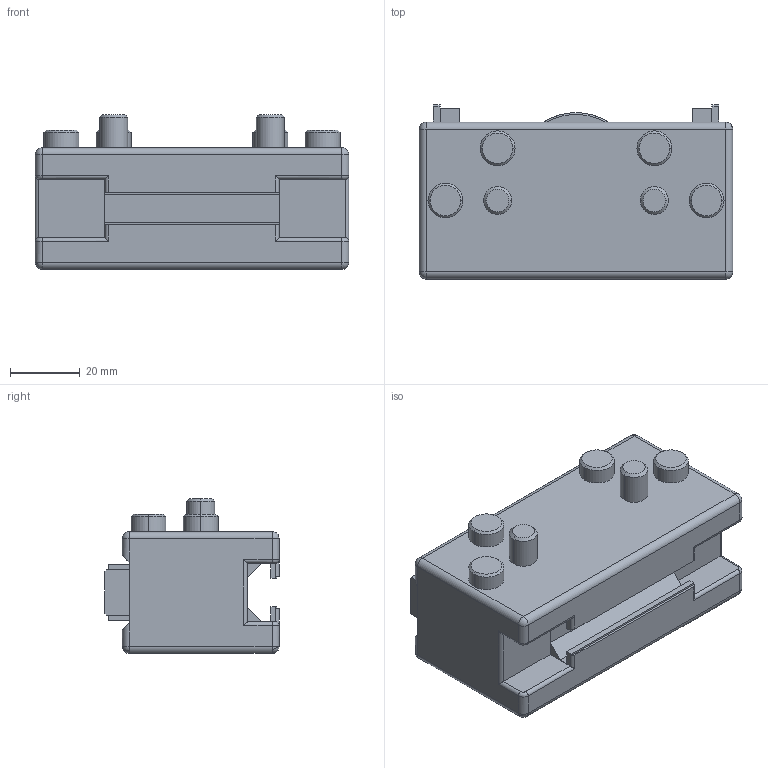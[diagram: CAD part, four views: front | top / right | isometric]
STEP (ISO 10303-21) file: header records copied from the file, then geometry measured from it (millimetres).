
FILE_DESCRIPTION(('STEP AP214'),'1');
FILE_NAME('cctmp_E35DAE22-014F-4205-B274-A18E5ABCF64D_2020_1_13_17_19_31_602..stp','2020-01-13T16:19:31',('Bosch Rexroth AG'),('CADClick - www.CADClick.com'),'Spatial InterOp 3D',' ','unknown authorization - (Healing Option Enabled)');
FILE_SCHEMA(('AUTOMOTIVE_DESIGN'));
Length unit declared in the file: millimetre
Products named in the file (1): 2020_01_13__17-19-31-602
Bounding box: 90 x 50 x 44.5 mm (x, y, z)
Volume: 130788.2 mm3; surface area: 20882.9 mm2
Topology: 1 solids, 1 shells, 144 faces, 340 edges, 207 vertices
Faces by surface type: plane 66, cylinder 44, cone 14, sphere 12, torus 7, bspline 1
Entity records: 6061 total; most frequent: CARTESIAN_POINT 1518, DIRECTION 734, ORIENTED_EDGE 680, EDGE_CURVE 340, AXIS2_PLACEMENT_3D 262, LINE 210, VECTOR 210, VERTEX_POINT 207
